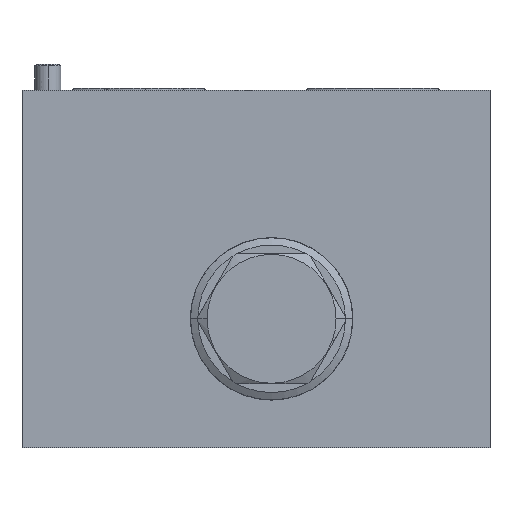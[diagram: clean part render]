
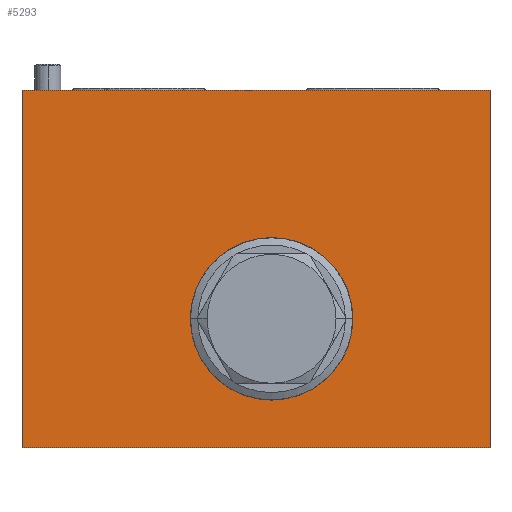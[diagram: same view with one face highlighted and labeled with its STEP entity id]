
A CAD part, left-side view. The second image highlights one B-rep face of the part: STEP entity #5293.
In plain terms, the highlighted planar face has unit normal (-1, 0, 0).
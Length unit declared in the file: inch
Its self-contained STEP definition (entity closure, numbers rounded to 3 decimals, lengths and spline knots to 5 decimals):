
#233=DIRECTION('',(0.,-1.,0.));
#234=VECTOR('',#233,4.5);
#235=CARTESIAN_POINT('',(0.,0.,0.));
#236=LINE('',#235,#234);
#275=DIRECTION('',(0.,-1.,0.));
#276=VECTOR('',#275,4.5);
#277=CARTESIAN_POINT('',(0.,0.,3.438));
#278=LINE('',#277,#276);
#2109=DIRECTION('',(0.,0.,1.));
#2110=VECTOR('',#2109,3.438);
#2111=CARTESIAN_POINT('',(0.,0.,0.));
#2112=LINE('',#2111,#2110);
#2113=CARTESIAN_POINT('',(0.,-2.4,1.24));
#2114=DIRECTION('',(1.,0.,0.));
#2115=DIRECTION('',(0.,0.,-1.));
#2116=AXIS2_PLACEMENT_3D('',#2113,#2114,#2115);
#2118=CARTESIAN_POINT('',(0.,-2.4,1.24));
#2119=DIRECTION('',(1.,0.,0.));
#2120=DIRECTION('',(0.,0.,1.));
#2121=AXIS2_PLACEMENT_3D('',#2118,#2119,#2120);
#2131=DIRECTION('',(0.,0.,1.));
#2132=VECTOR('',#2131,3.438);
#2133=CARTESIAN_POINT('',(0.,-4.5,0.));
#2134=LINE('',#2133,#2132);
#3355=CARTESIAN_POINT('',(0.,0.,0.));
#3356=CARTESIAN_POINT('',(0.,-4.5,0.));
#3357=VERTEX_POINT('',#3355);
#3358=VERTEX_POINT('',#3356);
#3359=CARTESIAN_POINT('',(0.,0.,3.438));
#3360=CARTESIAN_POINT('',(0.,-4.5,3.438));
#3361=VERTEX_POINT('',#3359);
#3362=VERTEX_POINT('',#3360);
#3475=CARTESIAN_POINT('',(0.,-2.4,0.458));
#3476=CARTESIAN_POINT('',(0.,-2.4,2.022));
#3477=VERTEX_POINT('',#3475);
#3478=VERTEX_POINT('',#3476);
#5275=CARTESIAN_POINT('',(0.,0.,0.));
#5276=DIRECTION('',(-1.,0.,0.));
#5277=DIRECTION('',(0.,-1.,0.));
#5278=AXIS2_PLACEMENT_3D('',#5275,#5276,#5277);
#5279=PLANE('',#5278);
#5280=ORIENTED_EDGE('',*,*,#3924,.F.);
#5282=ORIENTED_EDGE('',*,*,#5281,.T.);
#5283=ORIENTED_EDGE('',*,*,#4064,.T.);
#5285=ORIENTED_EDGE('',*,*,#5284,.F.);
#5286=EDGE_LOOP('',(#5280,#5282,#5283,#5285));
#5287=FACE_OUTER_BOUND('',#5286,.F.);
#5289=ORIENTED_EDGE('',*,*,#5288,.F.);
#5290=ORIENTED_EDGE('',*,*,#5265,.F.);
#5291=EDGE_LOOP('',(#5289,#5290));
#5292=FACE_BOUND('',#5291,.F.);
#5293=ADVANCED_FACE('',(#5287,#5292),#5279,.T.);
#2117=CIRCLE('',#2116,0.782);
#2122=CIRCLE('',#2121,0.782);
#3924=EDGE_CURVE('',#3357,#3358,#236,.T.);
#4064=EDGE_CURVE('',#3361,#3362,#278,.T.);
#5265=EDGE_CURVE('',#3478,#3477,#2122,.T.);
#5281=EDGE_CURVE('',#3357,#3361,#2112,.T.);
#5284=EDGE_CURVE('',#3358,#3362,#2134,.T.);
#5288=EDGE_CURVE('',#3477,#3478,#2117,.T.);
